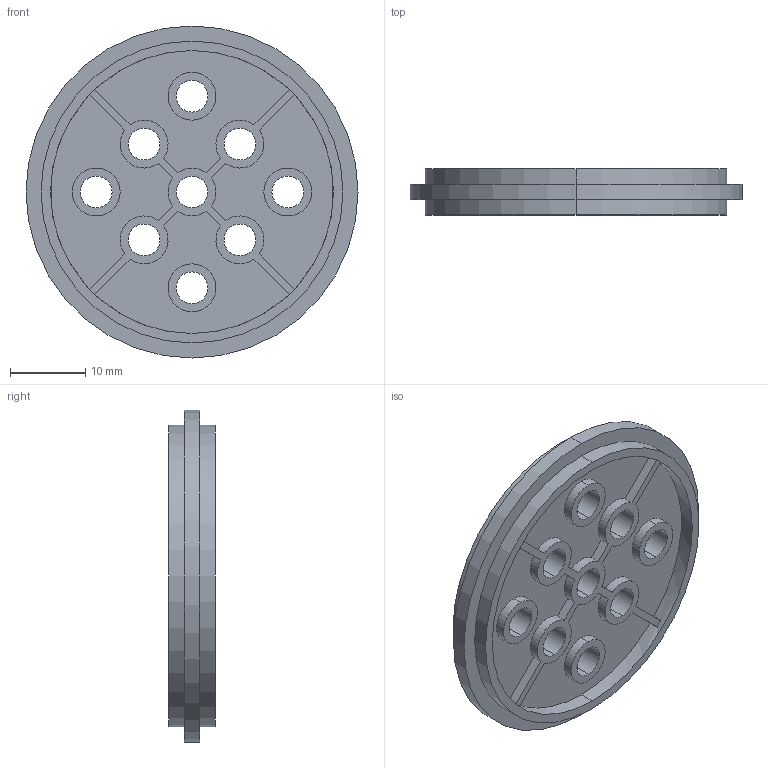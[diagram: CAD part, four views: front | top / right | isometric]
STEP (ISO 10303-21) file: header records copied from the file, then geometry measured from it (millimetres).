
FILE_DESCRIPTION (( 'STEP AP214' ), '1' );
FILE_NAME ('228-2500-194.STEP', '2014-03-06T18:52:52', ( '' ), ( '' ), 'SwSTEP 2.0', 'SolidWorks 2013', '' );
FILE_SCHEMA (( 'AUTOMOTIVE_DESIGN' ));
Length unit declared in the file: millimetre
Products named in the file (1): 228-2500-194
Bounding box: 44 x 6.1 x 44 mm (x, y, z)
Volume: 3918.8 mm3; surface area: 5222.1 mm2
Topology: 1 solids, 1 shells, 132 faces, 354 edges, 236 vertices
Faces by surface type: cylinder 78, plane 54
Entity records: 4280 total; most frequent: DIRECTION 792, CARTESIAN_POINT 723, ORIENTED_EDGE 708, EDGE_CURVE 354, AXIS2_PLACEMENT_3D 305, VERTEX_POINT 236, VECTOR 182, LINE 182
